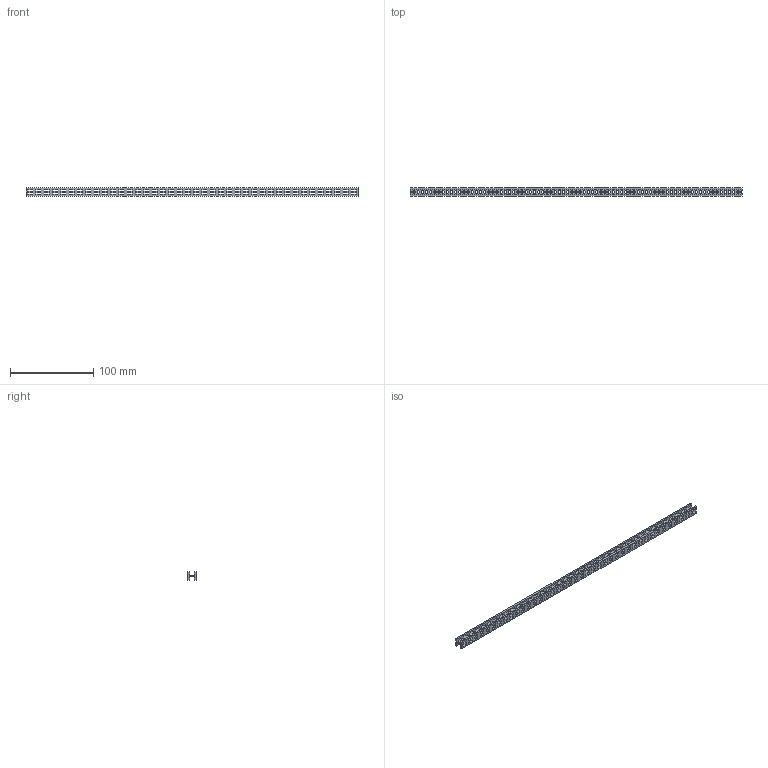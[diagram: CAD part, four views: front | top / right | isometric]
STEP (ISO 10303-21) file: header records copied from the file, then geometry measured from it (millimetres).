
FILE_DESCRIPTION (( 'STEP AP203' ), '1' );
FILE_NAME ('Beam 400.STEP', '2017-02-03T08:59:32', ( '' ), ( '' ), 'SwSTEP 2.0', 'SolidWorks 2015', '' );
FILE_SCHEMA (( 'CONFIG_CONTROL_DESIGN' ));
Length unit declared in the file: millimetre
Products named in the file (1): Beam 400
Bounding box: 400 x 10 x 10 mm (x, y, z)
Volume: 15829 mm3; surface area: 24149 mm2
Topology: 1 solids, 1 shells, 657 faces, 2445 edges, 1630 vertices
Faces by surface type: plane 496, cylinder 161
Entity records: 26674 total; most frequent: ORIENTED_EDGE 4890, CARTESIAN_POINT 4733, DIRECTION 4083, EDGE_CURVE 2445, VECTOR 2123, LINE 2123, VERTEX_POINT 1630, AXIS2_PLACEMENT_3D 980
